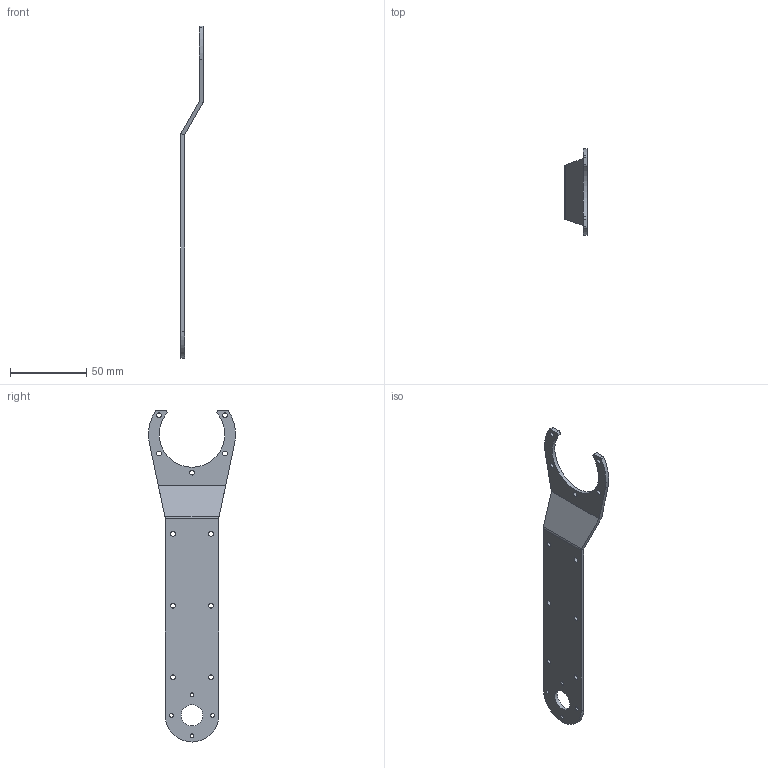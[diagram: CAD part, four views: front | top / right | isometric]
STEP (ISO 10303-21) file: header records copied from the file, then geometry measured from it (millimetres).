
FILE_DESCRIPTION(/* description */ (''),/* implementation_level */ '2;1');
FILE_NAME(/* name */ 'link3-4-2.step',/* time_stamp */ '2025-09-11T14:04:30+02:00',/* author */ (''),/* organization */ (''),/* preprocessor_version */ 'ST-DEVELOPER v20.1',/* originating_system */ 'Autodesk Translation Framework v14.10.0.0',/* authorisation */ '');
FILE_SCHEMA (('AUTOMOTIVE_DESIGN { 1 0 10303 214 3 1 1 }'));
Length unit declared in the file: millimetre
Products named in the file (1): link3-4_2 (v0.2)
Bounding box: 14.6 x 56.92 x 217.5 mm (x, y, z)
Volume: 17342.1 mm3; surface area: 15791.1 mm2
Topology: 1 solids, 1 shells, 40 faces, 110 edges, 72 vertices
Faces by surface type: cylinder 28, plane 12
Full cylindrical faces by diameter (mm): 2.529 x4, 3.2 x11, 14 x1
Entity records: 1395 total; most frequent: DIRECTION 248, CARTESIAN_POINT 223, ORIENTED_EDGE 220, EDGE_CURVE 110, AXIS2_PLACEMENT_3D 97, EDGE_LOOP 72, VERTEX_POINT 72, LINE 54
